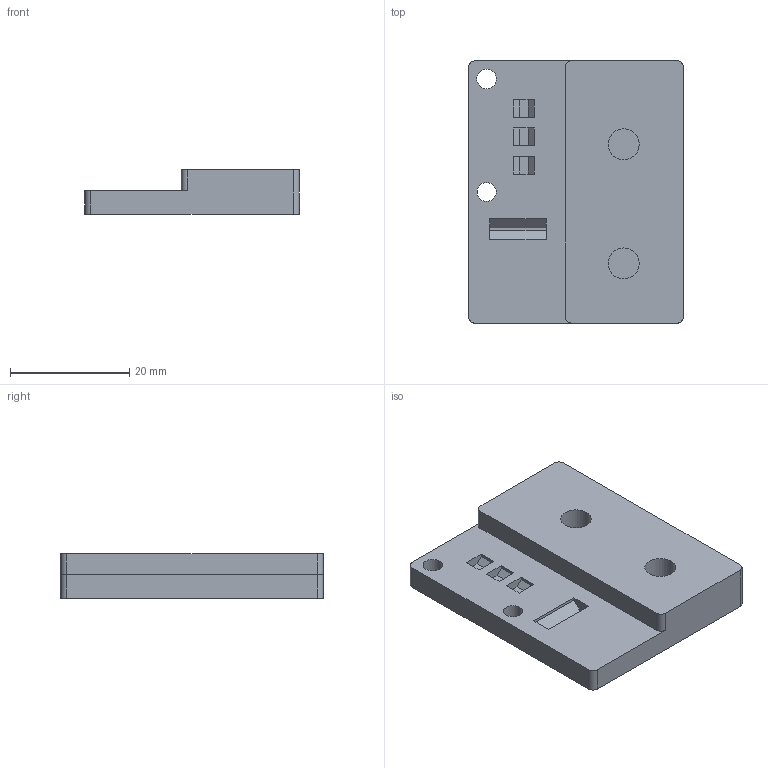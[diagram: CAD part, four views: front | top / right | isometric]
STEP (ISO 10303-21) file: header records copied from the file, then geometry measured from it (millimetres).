
FILE_DESCRIPTION(/* description */ (''),/* implementation_level */ '2;1');
FILE_NAME(/* name */ 'C-Bot EndStop X.stp',/* time_stamp */ '2015-10-18T17:54:18+01:00',/* author */ (''),/* organization */ (''),/* preprocessor_version */ 'ST-DEVELOPER v15.2',/* originating_system */ 'Autodesk Translator Framework v2.0.0.5431',/* authorisation */ '');
FILE_SCHEMA (('AUTOMOTIVE_DESIGN { 1 0 10303 214 3 1 1 }'));
Length unit declared in the file: centimetre
Products named in the file (1): C-Bot EndStop X
Bounding box: 36 x 44 x 7.5 mm (x, y, z)
Volume: 8622.5 mm3; surface area: 4683.3 mm2
Topology: 1 solids, 1 shells, 52 faces, 126 edges, 84 vertices
Faces by surface type: plane 40, cylinder 12
Full cylindrical faces by diameter (mm): 3.2 x1, 3.289 x1, 5.2 x2, 9 x2
Entity records: 1503 total; most frequent: CARTESIAN_POINT 257, DIRECTION 250, ORIENTED_EDGE 240, EDGE_CURVE 120, LINE 96, VECTOR 96, VERTEX_POINT 84, AXIS2_PLACEMENT_3D 77
